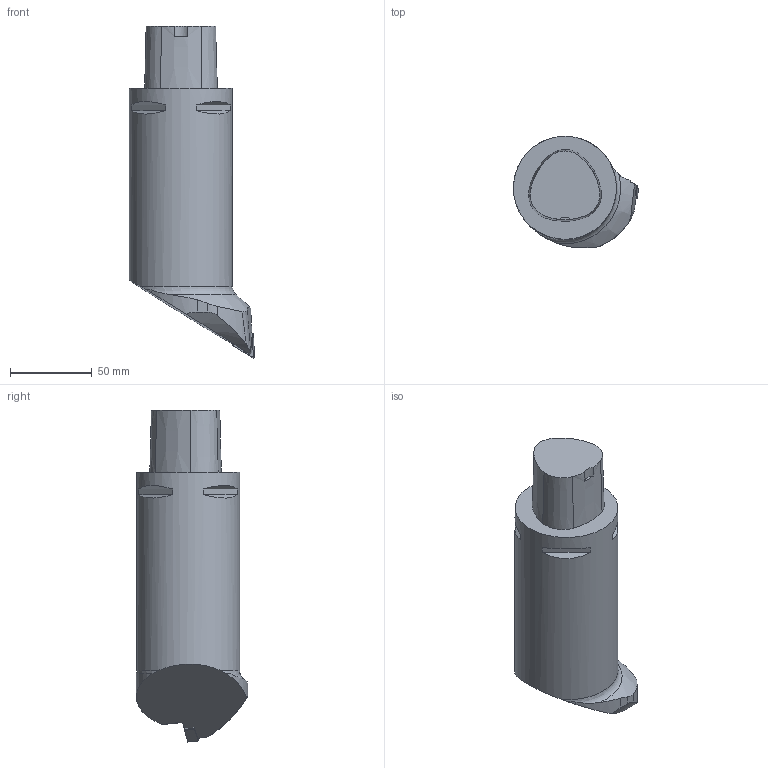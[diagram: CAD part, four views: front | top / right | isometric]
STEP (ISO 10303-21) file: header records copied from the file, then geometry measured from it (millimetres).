
FILE_DESCRIPTION(/* description */ (''),/* implementation_level */ '2;1');
FILE_NAME(/* name */ '1543398013589.stp',/* time_stamp */ '2018-11-28T15:10:27+06:00',/* author */ (''),/* organization */ ('SMS'),/* preprocessor_version */ 'ST-DEVELOPER v15',/* originating_system */ 'SIEMENS PLM Software NX 8.5',/* authorisation */ '');
FILE_SCHEMA (('AUTOMOTIVE_DESIGN { 1 0 10303 214 3 1 1 1 }'));
Length unit declared in the file: millimetre
Products named in the file (4): IsoTurningInsert; ASSEMBLY_CONSTRUCTION; 201940413mod000_01; 201940412mod000_01
Assembly tree (3 placements, depth 2):
  201940412mod000_01
    201940413mod000_01
    ASSEMBLY_CONSTRUCTION
    IsoTurningInsert
Bounding box: 76.5 x 68.06 x 203 mm (x, y, z)
Volume: 494324.4 mm3; surface area: 41908.3 mm2
Topology: 2 solids, 2 shells, 76 faces, 196 edges, 135 vertices
Faces by surface type: plane 37, cylinder 26, cone 6, torus 5, bspline 2
Full cylindrical faces by diameter (mm): 5.156 x1, 5.16 x1, 63 x1
Entity records: 2659 total; most frequent: CARTESIAN_POINT 661, DIRECTION 398, ORIENTED_EDGE 376, EDGE_CURVE 188, AXIS2_PLACEMENT_3D 157, VERTEX_POINT 125, EDGE_LOOP 87, LINE 84
